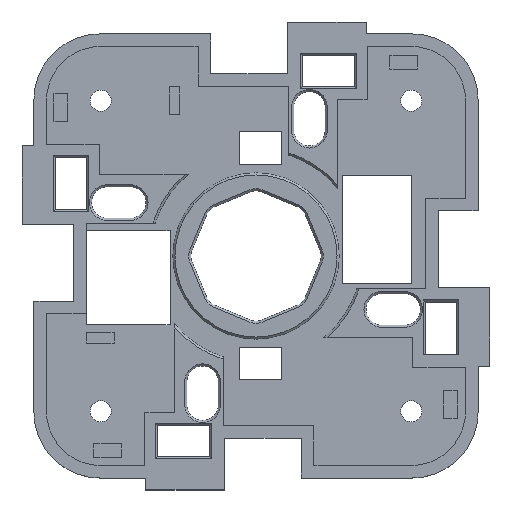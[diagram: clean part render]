
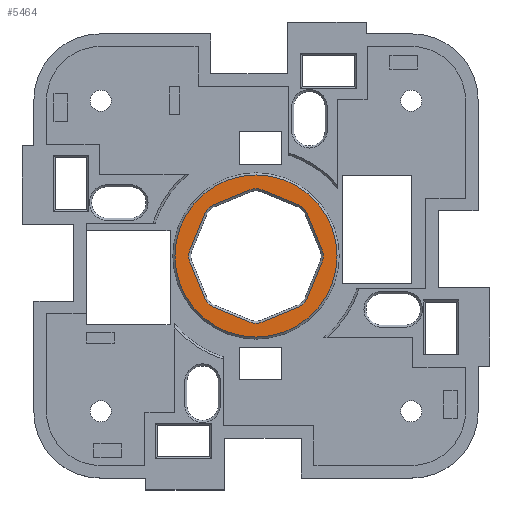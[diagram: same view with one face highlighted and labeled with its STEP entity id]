
A CAD part, top view. The second image highlights one B-rep face of the part: STEP entity #5464.
In plain terms, the highlighted planar face has unit normal (0, 0, 1).
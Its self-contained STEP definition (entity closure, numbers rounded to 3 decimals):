
#82=FACE_BOUND('',#815,.T.);
#185=CIRCLE('',#5864,11.6);
#187=CIRCLE('',#5867,2.3);
#188=CIRCLE('',#5868,2.3);
#189=CIRCLE('',#5869,2.3);
#190=CIRCLE('',#5870,2.3);
#191=CIRCLE('',#5871,2.3);
#192=CIRCLE('',#5872,2.3);
#193=CIRCLE('',#5873,2.3);
#194=CIRCLE('',#5874,2.3);
#478=FACE_OUTER_BOUND('',#814,.T.);
#814=EDGE_LOOP('',(#4563));
#815=EDGE_LOOP('',(#4564,#4565,#4566,#4567,#4568,#4569,#4570,#4571,#4572,
#4573,#4574,#4575,#4576,#4577,#4578,#4579));
#1454=LINE('',#8767,#2107);
#1455=LINE('',#8771,#2108);
#1456=LINE('',#8775,#2109);
#1457=LINE('',#8779,#2110);
#1458=LINE('',#8783,#2111);
#1459=LINE('',#8787,#2112);
#1460=LINE('',#8791,#2113);
#1461=LINE('',#8795,#2114);
#2107=VECTOR('',#7146,10.);
#2108=VECTOR('',#7149,10.);
#2109=VECTOR('',#7152,10.);
#2110=VECTOR('',#7155,10.);
#2111=VECTOR('',#7158,10.);
#2112=VECTOR('',#7161,10.);
#2113=VECTOR('',#7164,10.);
#2114=VECTOR('',#7167,10.);
#2633=VERTEX_POINT('',#8759);
#2635=VERTEX_POINT('',#8765);
#2636=VERTEX_POINT('',#8766);
#2637=VERTEX_POINT('',#8768);
#2638=VERTEX_POINT('',#8770);
#2639=VERTEX_POINT('',#8772);
#2640=VERTEX_POINT('',#8774);
#2641=VERTEX_POINT('',#8776);
#2642=VERTEX_POINT('',#8778);
#2643=VERTEX_POINT('',#8780);
#2644=VERTEX_POINT('',#8782);
#2645=VERTEX_POINT('',#8784);
#2646=VERTEX_POINT('',#8786);
#2647=VERTEX_POINT('',#8788);
#2648=VERTEX_POINT('',#8790);
#2649=VERTEX_POINT('',#8792);
#2650=VERTEX_POINT('',#8794);
#3326=EDGE_CURVE('',#2633,#2633,#185,.T.);
#3329=EDGE_CURVE('',#2635,#2636,#1454,.T.);
#3330=EDGE_CURVE('',#2637,#2635,#187,.T.);
#3331=EDGE_CURVE('',#2638,#2637,#1455,.T.);
#3332=EDGE_CURVE('',#2639,#2638,#188,.T.);
#3333=EDGE_CURVE('',#2640,#2639,#1456,.T.);
#3334=EDGE_CURVE('',#2641,#2640,#189,.T.);
#3335=EDGE_CURVE('',#2642,#2641,#1457,.T.);
#3336=EDGE_CURVE('',#2643,#2642,#190,.T.);
#3337=EDGE_CURVE('',#2644,#2643,#1458,.T.);
#3338=EDGE_CURVE('',#2645,#2644,#191,.T.);
#3339=EDGE_CURVE('',#2646,#2645,#1459,.T.);
#3340=EDGE_CURVE('',#2647,#2646,#192,.T.);
#3341=EDGE_CURVE('',#2648,#2647,#1460,.T.);
#3342=EDGE_CURVE('',#2649,#2648,#193,.T.);
#3343=EDGE_CURVE('',#2650,#2649,#1461,.T.);
#3344=EDGE_CURVE('',#2636,#2650,#194,.T.);
#4563=ORIENTED_EDGE('',*,*,#3326,.F.);
#4564=ORIENTED_EDGE('',*,*,#3329,.F.);
#4565=ORIENTED_EDGE('',*,*,#3330,.F.);
#4566=ORIENTED_EDGE('',*,*,#3331,.F.);
#4567=ORIENTED_EDGE('',*,*,#3332,.F.);
#4568=ORIENTED_EDGE('',*,*,#3333,.F.);
#4569=ORIENTED_EDGE('',*,*,#3334,.F.);
#4570=ORIENTED_EDGE('',*,*,#3335,.F.);
#4571=ORIENTED_EDGE('',*,*,#3336,.F.);
#4572=ORIENTED_EDGE('',*,*,#3337,.F.);
#4573=ORIENTED_EDGE('',*,*,#3338,.F.);
#4574=ORIENTED_EDGE('',*,*,#3339,.F.);
#4575=ORIENTED_EDGE('',*,*,#3340,.F.);
#4576=ORIENTED_EDGE('',*,*,#3341,.F.);
#4577=ORIENTED_EDGE('',*,*,#3342,.F.);
#4578=ORIENTED_EDGE('',*,*,#3343,.F.);
#4579=ORIENTED_EDGE('',*,*,#3344,.F.);
#5178=PLANE('',#5866);
#5464=ADVANCED_FACE('',(#478,#82),#5178,.T.);
#5864=AXIS2_PLACEMENT_3D('',#8760,#7139,#7140);
#5866=AXIS2_PLACEMENT_3D('',#8764,#7144,#7145);
#5867=AXIS2_PLACEMENT_3D('',#8769,#7147,#7148);
#5868=AXIS2_PLACEMENT_3D('',#8773,#7150,#7151);
#5869=AXIS2_PLACEMENT_3D('',#8777,#7153,#7154);
#5870=AXIS2_PLACEMENT_3D('',#8781,#7156,#7157);
#5871=AXIS2_PLACEMENT_3D('',#8785,#7159,#7160);
#5872=AXIS2_PLACEMENT_3D('',#8789,#7162,#7163);
#5873=AXIS2_PLACEMENT_3D('',#8793,#7165,#7166);
#5874=AXIS2_PLACEMENT_3D('',#8796,#7168,#7169);
#7139=DIRECTION('center_axis',(0.,0.,-1.));
#7140=DIRECTION('ref_axis',(1.,0.,0.));
#7144=DIRECTION('center_axis',(0.,0.,1.));
#7145=DIRECTION('ref_axis',(1.,0.,0.));
#7146=DIRECTION('',(-0.383,0.924,0.));
#7147=DIRECTION('center_axis',(0.,0.,1.));
#7148=DIRECTION('ref_axis',(1.,0.,0.));
#7149=DIRECTION('',(0.383,0.924,0.));
#7150=DIRECTION('center_axis',(0.,0.,1.));
#7151=DIRECTION('ref_axis',(0.707,-0.707,0.));
#7152=DIRECTION('',(0.924,0.383,0.));
#7153=DIRECTION('center_axis',(0.,0.,1.));
#7154=DIRECTION('ref_axis',(0.,-1.,0.));
#7155=DIRECTION('',(0.924,-0.383,0.));
#7156=DIRECTION('center_axis',(0.,0.,1.));
#7157=DIRECTION('ref_axis',(-0.707,-0.707,0.));
#7158=DIRECTION('',(0.383,-0.924,0.));
#7159=DIRECTION('center_axis',(0.,0.,1.));
#7160=DIRECTION('ref_axis',(-1.,0.,0.));
#7161=DIRECTION('',(-0.383,-0.924,0.));
#7162=DIRECTION('center_axis',(0.,0.,1.));
#7163=DIRECTION('ref_axis',(-0.707,0.707,0.));
#7164=DIRECTION('',(-0.924,-0.383,0.));
#7165=DIRECTION('center_axis',(0.,0.,1.));
#7166=DIRECTION('ref_axis',(0.,1.,0.));
#7167=DIRECTION('',(-0.924,0.383,0.));
#7168=DIRECTION('center_axis',(0.,0.,1.));
#7169=DIRECTION('ref_axis',(0.707,0.707,0.));
#8759=CARTESIAN_POINT('',(-11.6,0.,0.));
#8760=CARTESIAN_POINT('Origin',(0.,0.,0.));
#8764=CARTESIAN_POINT('Origin',(0.,0.,0.));
#8765=CARTESIAN_POINT('',(9.46,0.88,0.));
#8766=CARTESIAN_POINT('',(7.312,6.067,0.));
#8767=CARTESIAN_POINT('',(7.69,5.153,0.));
#8768=CARTESIAN_POINT('',(9.46,-0.88,0.));
#8769=CARTESIAN_POINT('Origin',(7.335,0.,0.));
#8770=CARTESIAN_POINT('',(7.312,-6.067,0.));
#8771=CARTESIAN_POINT('',(9.082,-1.794,0.));
#8772=CARTESIAN_POINT('',(6.067,-7.312,0.));
#8773=CARTESIAN_POINT('Origin',(5.187,-5.187,0.));
#8774=CARTESIAN_POINT('',(0.88,-9.46,0.));
#8775=CARTESIAN_POINT('',(5.153,-7.69,0.));
#8776=CARTESIAN_POINT('',(-0.88,-9.46,0.));
#8777=CARTESIAN_POINT('Origin',(0.,-7.335,
0.));
#8778=CARTESIAN_POINT('',(-6.067,-7.312,0.));
#8779=CARTESIAN_POINT('',(-1.794,-9.082,0.));
#8780=CARTESIAN_POINT('',(-7.312,-6.067,0.));
#8781=CARTESIAN_POINT('Origin',(-5.187,-5.187,0.));
#8782=CARTESIAN_POINT('',(-9.46,-0.88,0.));
#8783=CARTESIAN_POINT('',(-7.69,-5.153,0.));
#8784=CARTESIAN_POINT('',(-9.46,0.88,0.));
#8785=CARTESIAN_POINT('Origin',(-7.335,0.,
0.));
#8786=CARTESIAN_POINT('',(-7.312,6.067,0.));
#8787=CARTESIAN_POINT('',(-9.082,1.794,0.));
#8788=CARTESIAN_POINT('',(-6.067,7.312,0.));
#8789=CARTESIAN_POINT('Origin',(-5.187,5.187,0.));
#8790=CARTESIAN_POINT('',(-0.88,9.46,0.));
#8791=CARTESIAN_POINT('',(-5.153,7.69,0.));
#8792=CARTESIAN_POINT('',(0.88,9.46,0.));
#8793=CARTESIAN_POINT('Origin',(0.,7.335,0.));
#8794=CARTESIAN_POINT('',(6.067,7.312,0.));
#8795=CARTESIAN_POINT('',(1.794,9.082,0.));
#8796=CARTESIAN_POINT('Origin',(5.187,5.187,0.));
